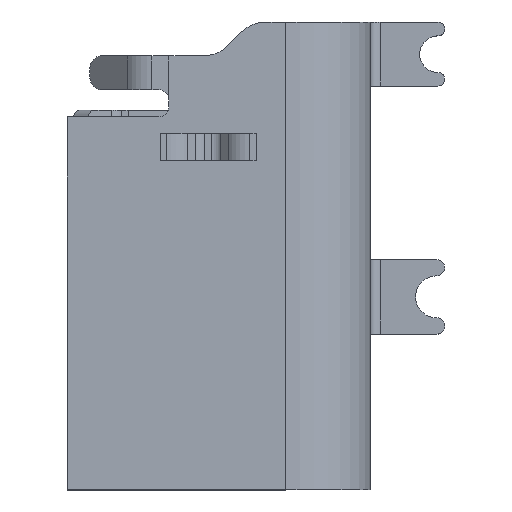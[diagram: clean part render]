
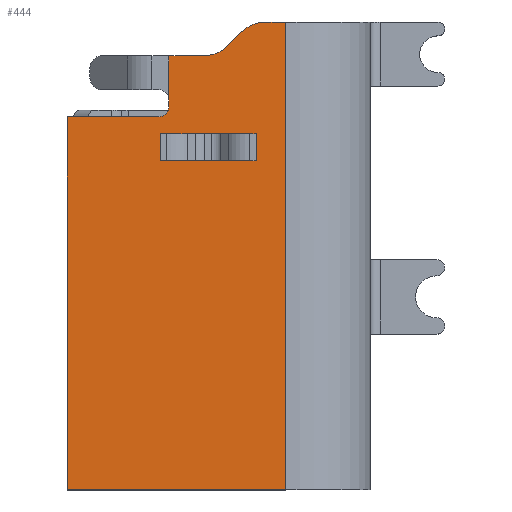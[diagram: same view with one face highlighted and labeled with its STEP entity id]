
A CAD part, top view. The second image highlights one B-rep face of the part: STEP entity #444.
In plain terms, the highlighted planar face has unit normal (0, 0, 1).
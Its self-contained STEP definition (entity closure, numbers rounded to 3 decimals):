
#319 = VERTEX_POINT('',#320);
#320 = CARTESIAN_POINT('',(1.5,2.298,3.26));
#327 = EDGE_CURVE('',#328,#319,#330,.T.);
#328 = VERTEX_POINT('',#329);
#329 = CARTESIAN_POINT('',(1.5,2.448,3.26));
#330 = LINE('',#331,#332);
#331 = CARTESIAN_POINT('',(1.5,2.948,3.26));
#332 = VECTOR('',#333,1.);
#333 = DIRECTION('',(0.,-1.,0.));
#335 = EDGE_CURVE('',#336,#328,#338,.T.);
#336 = VERTEX_POINT('',#337);
#337 = CARTESIAN_POINT('',(1.5,2.948,3.26));
#338 = LINE('',#339,#340);
#339 = CARTESIAN_POINT('',(1.5,2.948,3.26));
#340 = VECTOR('',#341,1.);
#341 = DIRECTION('',(0.,-1.,0.));
#444 = ADVANCED_FACE('',(#445,#538),#604,.F.);
#445 = FACE_BOUND('',#446,.F.);
#446 = EDGE_LOOP('',(#447,#457,#466,#472,#473,#474,#482,#491,#499,#508,
    #516,#524,#532));
#447 = ORIENTED_EDGE('',*,*,#448,.F.);
#448 = EDGE_CURVE('',#449,#451,#453,.T.);
#449 = VERTEX_POINT('',#450);
#450 = CARTESIAN_POINT('',(1.35,2.048,3.26));
#451 = VERTEX_POINT('',#452);
#452 = CARTESIAN_POINT('',(0.,2.048,3.26));
#453 = LINE('',#454,#455);
#454 = CARTESIAN_POINT('',(1.5,2.048,3.26));
#455 = VECTOR('',#456,1.);
#456 = DIRECTION('',(-1.,0.,0.));
#457 = ORIENTED_EDGE('',*,*,#458,.T.);
#458 = EDGE_CURVE('',#449,#459,#461,.T.);
#459 = VERTEX_POINT('',#460);
#460 = CARTESIAN_POINT('',(1.5,2.198,3.26));
#461 = CIRCLE('',#462,0.15);
#462 = AXIS2_PLACEMENT_3D('',#463,#464,#465);
#463 = CARTESIAN_POINT('',(1.35,2.198,3.26));
#464 = DIRECTION('',(0.,0.,1.));
#465 = DIRECTION('',(0.,-1.,0.));
#466 = ORIENTED_EDGE('',*,*,#467,.F.);
#467 = EDGE_CURVE('',#319,#459,#468,.T.);
#468 = LINE('',#469,#470);
#469 = CARTESIAN_POINT('',(1.5,2.948,3.26));
#470 = VECTOR('',#471,1.);
#471 = DIRECTION('',(0.,-1.,0.));
#472 = ORIENTED_EDGE('',*,*,#327,.F.);
#473 = ORIENTED_EDGE('',*,*,#335,.F.);
#474 = ORIENTED_EDGE('',*,*,#475,.T.);
#475 = EDGE_CURVE('',#336,#476,#478,.T.);
#476 = VERTEX_POINT('',#477);
#477 = CARTESIAN_POINT('',(2.01,2.948,3.26));
#478 = LINE('',#479,#480);
#479 = CARTESIAN_POINT('',(1.5,2.948,3.26));
#480 = VECTOR('',#481,1.);
#481 = DIRECTION('',(1.,0.,0.));
#482 = ORIENTED_EDGE('',*,*,#483,.T.);
#483 = EDGE_CURVE('',#476,#484,#486,.T.);
#484 = VERTEX_POINT('',#485);
#485 = CARTESIAN_POINT('',(2.365,3.094,3.26));
#486 = CIRCLE('',#487,0.505);
#487 = AXIS2_PLACEMENT_3D('',#488,#489,#490);
#488 = CARTESIAN_POINT('',(2.01,3.452,3.26));
#489 = DIRECTION('',(0.,0.,1.));
#490 = DIRECTION('',(1.,0.,0.));
#491 = ORIENTED_EDGE('',*,*,#492,.T.);
#492 = EDGE_CURVE('',#484,#493,#495,.T.);
#493 = VERTEX_POINT('',#494);
#494 = CARTESIAN_POINT('',(2.575,3.301,3.26));
#495 = LINE('',#496,#497);
#496 = CARTESIAN_POINT('',(2.365,3.094,3.26));
#497 = VECTOR('',#498,1.);
#498 = DIRECTION('',(0.711,0.704,0.));
#499 = ORIENTED_EDGE('',*,*,#500,.F.);
#500 = EDGE_CURVE('',#501,#493,#503,.T.);
#501 = VERTEX_POINT('',#502);
#502 = CARTESIAN_POINT('',(2.93,3.448,3.26));
#503 = CIRCLE('',#504,0.505);
#504 = AXIS2_PLACEMENT_3D('',#505,#506,#507);
#505 = CARTESIAN_POINT('',(2.93,2.943,3.26));
#506 = DIRECTION('',(0.,0.,1.));
#507 = DIRECTION('',(1.,0.,0.));
#508 = ORIENTED_EDGE('',*,*,#509,.T.);
#509 = EDGE_CURVE('',#501,#510,#512,.T.);
#510 = VERTEX_POINT('',#511);
#511 = CARTESIAN_POINT('',(3.22,3.448,3.26));
#512 = LINE('',#513,#514);
#513 = CARTESIAN_POINT('',(0.,3.448,3.26));
#514 = VECTOR('',#515,1.);
#515 = DIRECTION('',(1.,0.,0.));
#516 = ORIENTED_EDGE('',*,*,#517,.F.);
#517 = EDGE_CURVE('',#518,#510,#520,.T.);
#518 = VERTEX_POINT('',#519);
#519 = CARTESIAN_POINT('',(3.22,-3.453,3.26));
#520 = LINE('',#521,#522);
#521 = CARTESIAN_POINT('',(3.22,-3.453,3.26));
#522 = VECTOR('',#523,1.);
#523 = DIRECTION('',(0.,1.,0.));
#524 = ORIENTED_EDGE('',*,*,#525,.F.);
#525 = EDGE_CURVE('',#526,#518,#528,.T.);
#526 = VERTEX_POINT('',#527);
#527 = CARTESIAN_POINT('',(0.,-3.453,3.26));
#528 = LINE('',#529,#530);
#529 = CARTESIAN_POINT('',(0.,-3.453,3.26));
#530 = VECTOR('',#531,1.);
#531 = DIRECTION('',(1.,0.,0.));
#532 = ORIENTED_EDGE('',*,*,#533,.T.);
#533 = EDGE_CURVE('',#526,#451,#534,.T.);
#534 = LINE('',#535,#536);
#535 = CARTESIAN_POINT('',(0.,-3.453,3.26));
#536 = VECTOR('',#537,1.);
#537 = DIRECTION('',(0.,1.,0.));
#538 = FACE_BOUND('',#539,.F.);
#539 = EDGE_LOOP('',(#540,#550,#558,#566,#574,#582,#590,#598));
#540 = ORIENTED_EDGE('',*,*,#541,.F.);
#541 = EDGE_CURVE('',#542,#544,#546,.T.);
#542 = VERTEX_POINT('',#543);
#543 = CARTESIAN_POINT('',(1.37,1.798,3.26));
#544 = VERTEX_POINT('',#545);
#545 = CARTESIAN_POINT('',(1.47,1.798,3.26));
#546 = LINE('',#547,#548);
#547 = CARTESIAN_POINT('',(1.37,1.798,3.26));
#548 = VECTOR('',#549,1.);
#549 = DIRECTION('',(1.,0.,0.));
#550 = ORIENTED_EDGE('',*,*,#551,.F.);
#551 = EDGE_CURVE('',#552,#542,#554,.T.);
#552 = VERTEX_POINT('',#553);
#553 = CARTESIAN_POINT('',(1.37,1.398,3.26));
#554 = LINE('',#555,#556);
#555 = CARTESIAN_POINT('',(1.37,1.398,3.26));
#556 = VECTOR('',#557,1.);
#557 = DIRECTION('',(0.,1.,0.));
#558 = ORIENTED_EDGE('',*,*,#559,.F.);
#559 = EDGE_CURVE('',#560,#552,#562,.T.);
#560 = VERTEX_POINT('',#561);
#561 = CARTESIAN_POINT('',(1.47,1.398,3.26));
#562 = LINE('',#563,#564);
#563 = CARTESIAN_POINT('',(2.79,1.398,3.26));
#564 = VECTOR('',#565,1.);
#565 = DIRECTION('',(-1.,0.,0.));
#566 = ORIENTED_EDGE('',*,*,#567,.F.);
#567 = EDGE_CURVE('',#568,#560,#570,.T.);
#568 = VERTEX_POINT('',#569);
#569 = CARTESIAN_POINT('',(2.69,1.398,3.26));
#570 = LINE('',#571,#572);
#571 = CARTESIAN_POINT('',(2.79,1.398,3.26));
#572 = VECTOR('',#573,1.);
#573 = DIRECTION('',(-1.,0.,0.));
#574 = ORIENTED_EDGE('',*,*,#575,.F.);
#575 = EDGE_CURVE('',#576,#568,#578,.T.);
#576 = VERTEX_POINT('',#577);
#577 = CARTESIAN_POINT('',(2.79,1.398,3.26));
#578 = LINE('',#579,#580);
#579 = CARTESIAN_POINT('',(2.79,1.398,3.26));
#580 = VECTOR('',#581,1.);
#581 = DIRECTION('',(-1.,0.,0.));
#582 = ORIENTED_EDGE('',*,*,#583,.F.);
#583 = EDGE_CURVE('',#584,#576,#586,.T.);
#584 = VERTEX_POINT('',#585);
#585 = CARTESIAN_POINT('',(2.79,1.798,3.26));
#586 = LINE('',#587,#588);
#587 = CARTESIAN_POINT('',(2.79,1.798,3.26));
#588 = VECTOR('',#589,1.);
#589 = DIRECTION('',(0.,-1.,0.));
#590 = ORIENTED_EDGE('',*,*,#591,.F.);
#591 = EDGE_CURVE('',#592,#584,#594,.T.);
#592 = VERTEX_POINT('',#593);
#593 = CARTESIAN_POINT('',(2.69,1.798,3.26));
#594 = LINE('',#595,#596);
#595 = CARTESIAN_POINT('',(1.37,1.798,3.26));
#596 = VECTOR('',#597,1.);
#597 = DIRECTION('',(1.,0.,0.));
#598 = ORIENTED_EDGE('',*,*,#599,.F.);
#599 = EDGE_CURVE('',#544,#592,#600,.T.);
#600 = LINE('',#601,#602);
#601 = CARTESIAN_POINT('',(1.37,1.798,3.26));
#602 = VECTOR('',#603,1.);
#603 = DIRECTION('',(1.,0.,0.));
#604 = PLANE('',#605);
#605 = AXIS2_PLACEMENT_3D('',#606,#607,#608);
#606 = CARTESIAN_POINT('',(0.,-3.453,3.26));
#607 = DIRECTION('',(-0.,0.,-1.));
#608 = DIRECTION('',(1.,0.,0.));
